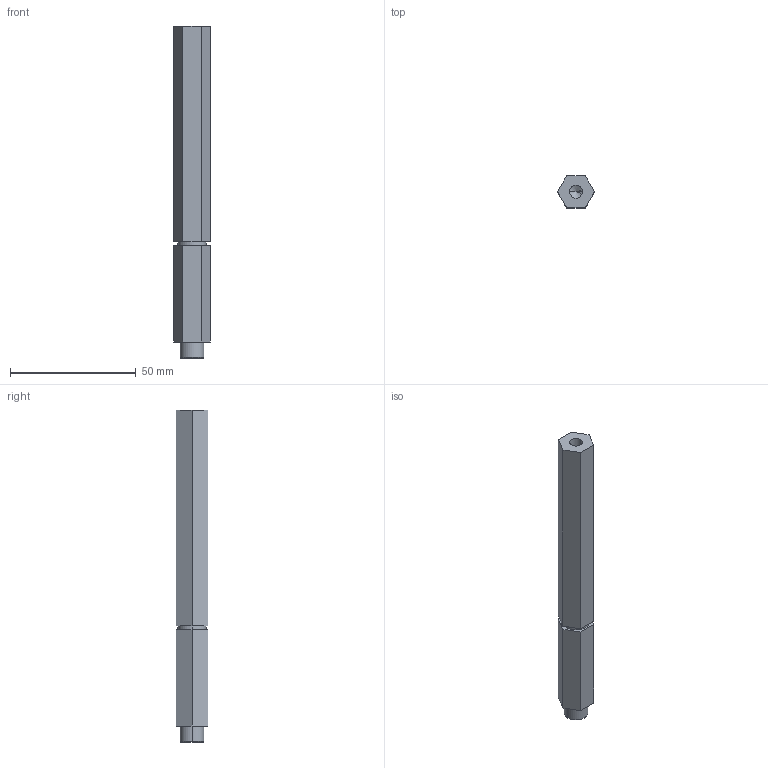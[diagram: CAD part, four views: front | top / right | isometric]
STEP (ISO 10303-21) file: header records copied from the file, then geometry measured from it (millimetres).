
FILE_DESCRIPTION (( 'STEP AP214' ), '1' );
FILE_NAME ('am-3520 3 Stage Evo Shifter Short Hex Output Shaft.STEP', '2017-05-22T17:53:31', ( '' ), ( '' ), 'SwSTEP 2.0', 'SolidWorks 2017', '' );
FILE_SCHEMA (( 'AUTOMOTIVE_DESIGN' ));
Length unit declared in the file: inch
Products named in the file (2): am-3520 3 Stage Evo Shifter Short Hex Output Shaft
Bounding box: 14.66 x 12.7 x 131.78 mm (x, y, z)
Volume: 17205 mm3; surface area: 6540.8 mm2
Topology: 1 solids, 1 shells, 32 faces, 72 edges, 45 vertices
Faces by surface type: plane 18, cylinder 8, cone 6
Entity records: 955 total; most frequent: DIRECTION 158, CARTESIAN_POINT 149, ORIENTED_EDGE 140, EDGE_CURVE 70, AXIS2_PLACEMENT_3D 54, LINE 50, VECTOR 50, VERTEX_POINT 45
